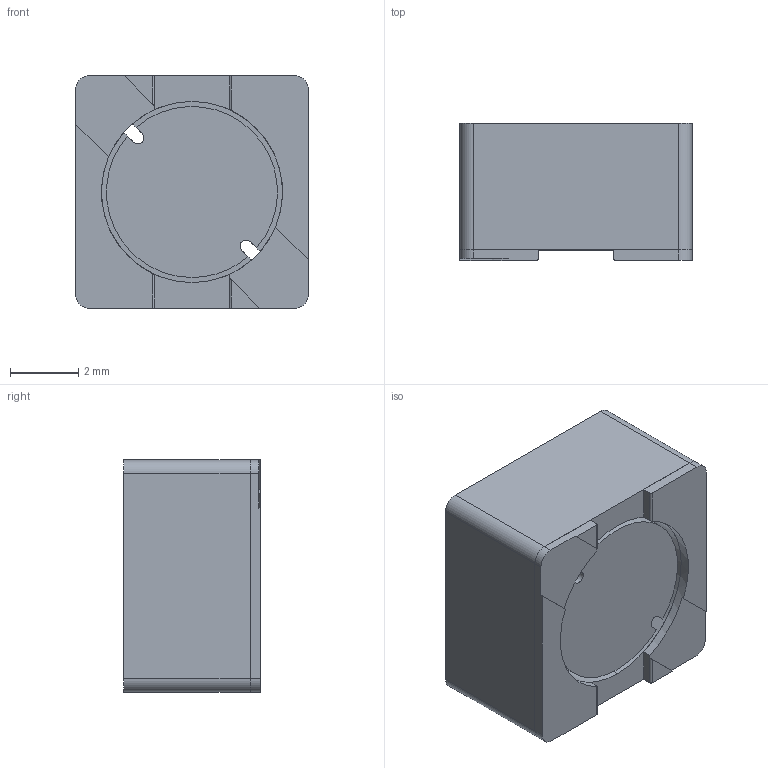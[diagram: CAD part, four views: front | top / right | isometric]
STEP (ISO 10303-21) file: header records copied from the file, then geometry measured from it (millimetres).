
FILE_DESCRIPTION (( 'STEP AP214' ), '1' );
FILE_NAME ('SRR6038-6R2Y.STEP', '2023-04-11T01:57:23', ( '' ), ( '' ), 'SwSTEP 2.0', 'SolidWorks 2021', '' );
FILE_SCHEMA (( 'AUTOMOTIVE_DESIGN' ));
Length unit declared in the file: millimetre
Products named in the file (1): SRR6038-6R2Y
Bounding box: 6.8 x 4 x 6.8 mm (x, y, z)
Volume: 167.9 mm3; surface area: 344.3 mm2
Topology: 3 solids, 3 shells, 66 faces, 184 edges, 122 vertices
Faces by surface type: plane 38, cylinder 25, cone 3
Entity records: 2222 total; most frequent: CARTESIAN_POINT 421, DIRECTION 370, ORIENTED_EDGE 368, EDGE_CURVE 184, AXIS2_PLACEMENT_3D 127, VERTEX_POINT 122, VECTOR 116, LINE 116
